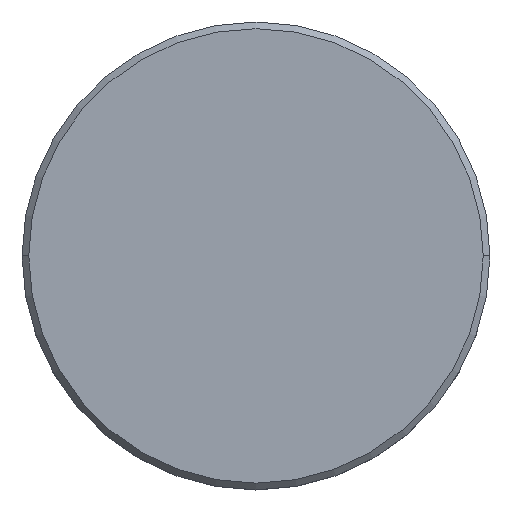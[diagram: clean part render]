
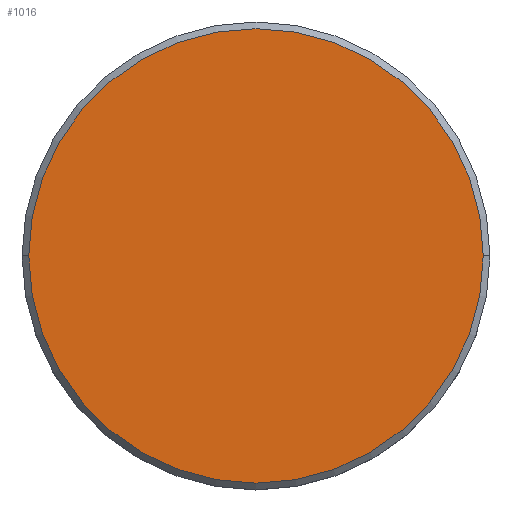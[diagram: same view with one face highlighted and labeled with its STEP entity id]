
A CAD part, top view. The second image highlights one B-rep face of the part: STEP entity #1016.
In plain terms, the highlighted planar face has unit normal (0, 0, 1).
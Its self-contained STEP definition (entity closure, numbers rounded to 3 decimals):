
#155 = DIRECTION ( 'NONE',  ( 1., 0., 0. ) ) ;
#160 = DIRECTION ( 'NONE',  ( 0., 0., 1. ) ) ;
#213 = CARTESIAN_POINT ( 'NONE',  ( -17., 0., 0. ) ) ;
#287 = DIRECTION ( 'NONE',  ( 1., 0., 0. ) ) ;
#408 = AXIS2_PLACEMENT_3D ( 'NONE', #412, #863, #155 ) ;
#412 = CARTESIAN_POINT ( 'NONE',  ( 0., 0., 0. ) ) ;
#434 = EDGE_LOOP ( 'NONE', ( #1077, #1074 ) ) ;
#511 = DIRECTION ( 'NONE',  ( 1., 0., 0. ) ) ;
#532 = PLANE ( 'NONE',  #653 ) ;
#580 = AXIS2_PLACEMENT_3D ( 'NONE', #929, #1006, #287 ) ;
#607 = CARTESIAN_POINT ( 'NONE',  ( 0., 0., 0. ) ) ;
#616 = CIRCLE ( 'NONE', #580, 17. ) ;
#623 = FACE_OUTER_BOUND ( 'NONE', #434, .T. ) ;
#636 = CARTESIAN_POINT ( 'NONE',  ( 17., 0., 0. ) ) ;
#653 = AXIS2_PLACEMENT_3D ( 'NONE', #607, #160, #511 ) ;
#669 = EDGE_CURVE ( 'NONE', #1042, #1047, #616, .T. ) ;
#863 = DIRECTION ( 'NONE',  ( 0., 0., 1. ) ) ;
#898 = EDGE_CURVE ( 'NONE', #1047, #1042, #1113, .T. ) ;
#929 = CARTESIAN_POINT ( 'NONE',  ( 0., 0., 0. ) ) ;
#1006 = DIRECTION ( 'NONE',  ( 0., 0., 1. ) ) ;
#1016 = ADVANCED_FACE ( 'NONE', ( #623 ), #532, .T. ) ;
#1042 = VERTEX_POINT ( 'NONE', #636 ) ;
#1047 = VERTEX_POINT ( 'NONE', #213 ) ;
#1074 = ORIENTED_EDGE ( 'NONE', *, *, #669, .T. ) ;
#1077 = ORIENTED_EDGE ( 'NONE', *, *, #898, .T. ) ;
#1113 = CIRCLE ( 'NONE', #408, 17. ) ;
